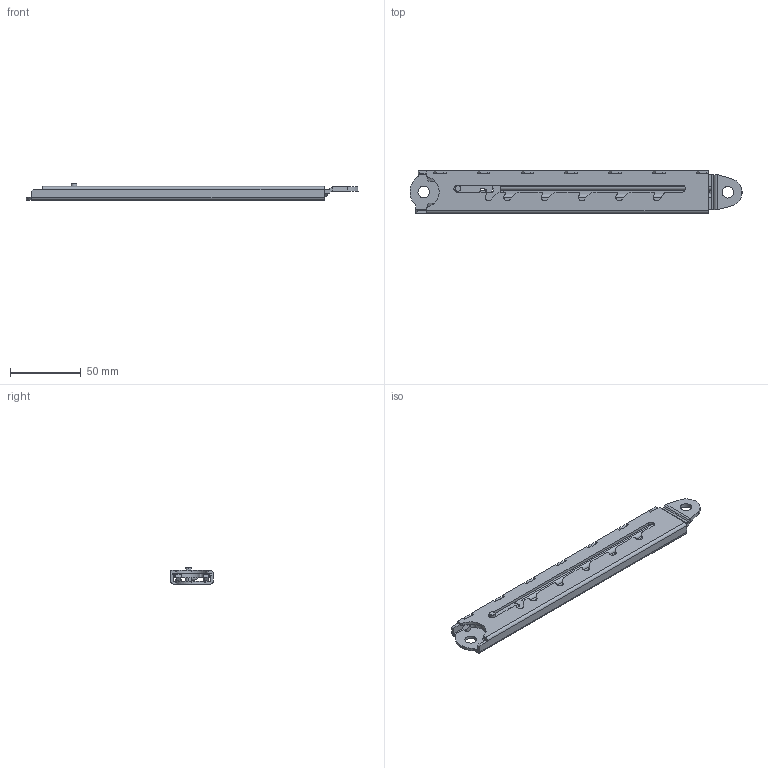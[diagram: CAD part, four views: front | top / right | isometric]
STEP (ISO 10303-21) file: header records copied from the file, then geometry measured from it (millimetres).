
FILE_DESCRIPTION (( 'STEP AP214' ), '1' );
FILE_NAME ('6 closed position.STEP', '2015-08-17T10:42:40', ( '' ), ( '' ), 'SwSTEP 2.0', 'SolidWorks 2015', '' );
FILE_SCHEMA (( 'AUTOMOTIVE_DESIGN' ));
Length unit declared in the file: millimetre
Products named in the file (1): 6 closed position
Bounding box: 234.79 x 30 x 11.38 mm (x, y, z)
Volume: 39418.4 mm3; surface area: 39111.9 mm2
Topology: 4 solids, 4 shells, 271 faces, 793 edges, 520 vertices
Faces by surface type: plane 160, cylinder 100, bspline 11
Entity records: 10279 total; most frequent: CARTESIAN_POINT 2955, ORIENTED_EDGE 1586, DIRECTION 1446, EDGE_CURVE 793, LINE 558, VECTOR 558, VERTEX_POINT 520, AXIS2_PLACEMENT_3D 444
